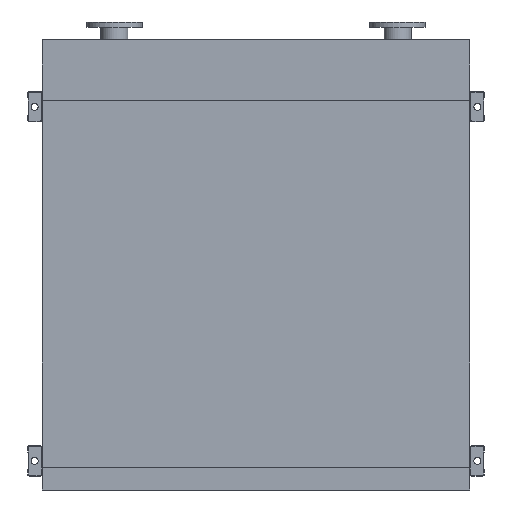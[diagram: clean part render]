
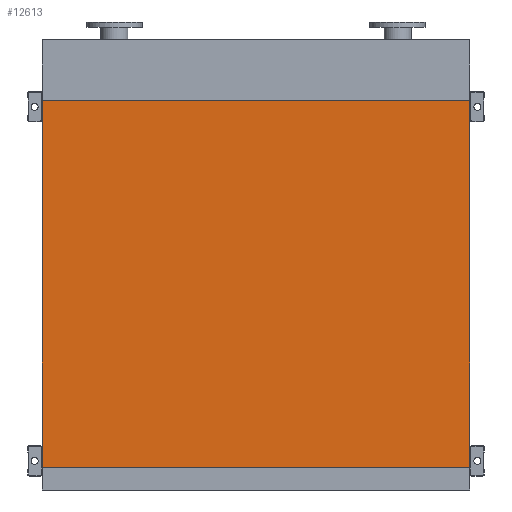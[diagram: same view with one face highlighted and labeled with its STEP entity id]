
A CAD part, front view. The second image highlights one B-rep face of the part: STEP entity #12613.
In plain terms, the highlighted planar face has unit normal (0, -1, 0).
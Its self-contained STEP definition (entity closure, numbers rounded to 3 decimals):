
#300 = DIRECTION ( 'NONE',  ( 0., 0., -1. ) ) ;
#331 = CARTESIAN_POINT ( 'NONE',  ( -845., 0., -1450. ) ) ;
#601 = VERTEX_POINT ( 'NONE', #6181 ) ;
#960 = LINE ( 'NONE', #331, #4453 ) ;
#1324 = ORIENTED_EDGE ( 'NONE', *, *, #10547, .T. ) ;
#1777 = DIRECTION ( 'NONE',  ( 0., 0., 1. ) ) ;
#2761 = ORIENTED_EDGE ( 'NONE', *, *, #11959, .F. ) ;
#3771 = VECTOR ( 'NONE', #13751, 1000. ) ;
#4453 = VECTOR ( 'NONE', #6178, 1000. ) ;
#5072 = EDGE_LOOP ( 'NONE', ( #17391, #2761, #1324, #15880 ) ) ;
#5740 = AXIS2_PLACEMENT_3D ( 'NONE', #15241, #8938, #300 ) ;
#6153 = PLANE ( 'NONE',  #5740 ) ;
#6178 = DIRECTION ( 'NONE',  ( 0., 0., 1. ) ) ;
#6181 = CARTESIAN_POINT ( 'NONE',  ( 845., 0., 0. ) ) ;
#6196 = CARTESIAN_POINT ( 'NONE',  ( -845., 0., -1450. ) ) ;
#6250 = VECTOR ( 'NONE', #16373, 1000. ) ;
#8938 = DIRECTION ( 'NONE',  ( 0., -1., 0. ) ) ;
#9436 = VECTOR ( 'NONE', #1777, 1000. ) ;
#10143 = CARTESIAN_POINT ( 'NONE',  ( 845., 0., -1450. ) ) ;
#10547 = EDGE_CURVE ( 'NONE', #13205, #16402, #11002, .T. ) ;
#10610 = EDGE_CURVE ( 'NONE', #11242, #601, #13155, .T. ) ;
#10659 = EDGE_CURVE ( 'NONE', #16402, #601, #16165, .T. ) ;
#11002 = LINE ( 'NONE', #15691, #3771 ) ;
#11153 = CARTESIAN_POINT ( 'NONE',  ( -845., 0., 0. ) ) ;
#11242 = VERTEX_POINT ( 'NONE', #11153 ) ;
#11959 = EDGE_CURVE ( 'NONE', #13205, #11242, #960, .T. ) ;
#12518 = FACE_OUTER_BOUND ( 'NONE', #5072, .T. ) ;
#12613 = ADVANCED_FACE ( 'NONE', ( #12518 ), #6153, .T. ) ;
#13155 = LINE ( 'NONE', #16327, #6250 ) ;
#13205 = VERTEX_POINT ( 'NONE', #6196 ) ;
#13751 = DIRECTION ( 'NONE',  ( 1., 0., 0. ) ) ;
#15241 = CARTESIAN_POINT ( 'NONE',  ( -845., 0., -1450. ) ) ;
#15691 = CARTESIAN_POINT ( 'NONE',  ( -845., 0., -1450. ) ) ;
#15880 = ORIENTED_EDGE ( 'NONE', *, *, #10659, .T. ) ;
#16165 = LINE ( 'NONE', #10143, #9436 ) ;
#16327 = CARTESIAN_POINT ( 'NONE',  ( -845., 0., 0. ) ) ;
#16373 = DIRECTION ( 'NONE',  ( 1., 0., 0. ) ) ;
#16402 = VERTEX_POINT ( 'NONE', #16442 ) ;
#16442 = CARTESIAN_POINT ( 'NONE',  ( 845., 0., -1450. ) ) ;
#17391 = ORIENTED_EDGE ( 'NONE', *, *, #10610, .F. ) ;
